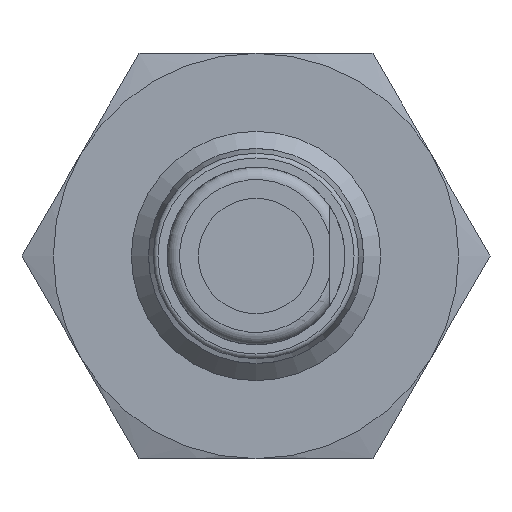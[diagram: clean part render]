
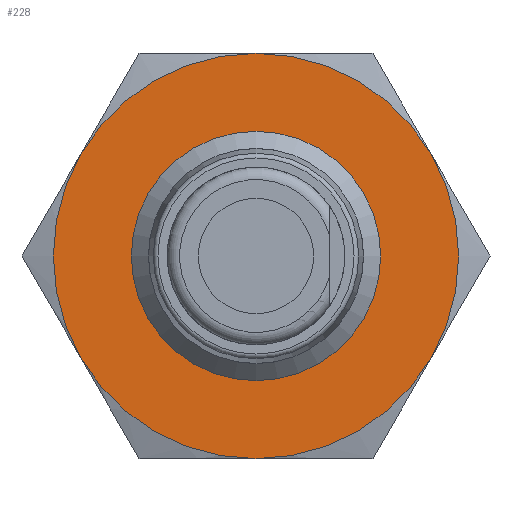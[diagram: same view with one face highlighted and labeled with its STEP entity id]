
A CAD part, left-side view. The second image highlights one B-rep face of the part: STEP entity #228.
In plain terms, the highlighted planar face has unit normal (-1, 0, 0).
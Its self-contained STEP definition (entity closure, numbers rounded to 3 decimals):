
#228 = ADVANCED_FACE( '', ( #371, #372 ), #373, .F. );
#371 = FACE_OUTER_BOUND( '', #526, .T. );
#372 = FACE_BOUND( '', #527, .T. );
#373 = PLANE( '', #528 );
#526 = EDGE_LOOP( '', ( #815, #816, #817, #818, #819, #820 ) );
#527 = EDGE_LOOP( '', ( #821 ) );
#528 = AXIS2_PLACEMENT_3D( '', #822, #823, #824 );
#815 = ORIENTED_EDGE( '', *, *, #971, .F. );
#816 = ORIENTED_EDGE( '', *, *, #972, .F. );
#817 = ORIENTED_EDGE( '', *, *, #973, .F. );
#818 = ORIENTED_EDGE( '', *, *, #969, .F. );
#819 = ORIENTED_EDGE( '', *, *, #967, .F. );
#820 = ORIENTED_EDGE( '', *, *, #968, .F. );
#821 = ORIENTED_EDGE( '', *, *, #959, .T. );
#822 = CARTESIAN_POINT( '', ( 0., 0., 0. ) );
#823 = DIRECTION( '', ( 1., 0., 0. ) );
#824 = DIRECTION( '', ( 0., 0., -1. ) );
#959 = EDGE_CURVE( '', #1099, #1099, #1100, .T. );
#967 = EDGE_CURVE( '', #1072, #1090, #1111, .T. );
#968 = EDGE_CURVE( '', #1081, #1072, #1112, .T. );
#969 = EDGE_CURVE( '', #1090, #1113, #1114, .T. );
#971 = EDGE_CURVE( '', #1116, #1081, #1117, .T. );
#972 = EDGE_CURVE( '', #1118, #1116, #1119, .T. );
#973 = EDGE_CURVE( '', #1113, #1118, #1120, .T. );
#1072 = VERTEX_POINT( '', #1567 );
#1081 = VERTEX_POINT( '', #1591 );
#1090 = VERTEX_POINT( '', #1613 );
#1099 = VERTEX_POINT( '', #1628 );
#1100 = CIRCLE( '', #1629, 4. );
#1111 = CIRCLE( '', #1643, 6.5 );
#1112 = CIRCLE( '', #1644, 6.5 );
#1113 = VERTEX_POINT( '', #1645 );
#1114 = CIRCLE( '', #1646, 6.5 );
#1116 = VERTEX_POINT( '', #1651 );
#1117 = CIRCLE( '', #1652, 6.5 );
#1118 = VERTEX_POINT( '', #1653 );
#1119 = CIRCLE( '', #1654, 6.5 );
#1120 = CIRCLE( '', #1655, 6.5 );
#1567 = CARTESIAN_POINT( '', ( 0., 0., 6.5 ) );
#1591 = CARTESIAN_POINT( '', ( 0., 5.629, 3.25 ) );
#1613 = CARTESIAN_POINT( '', ( 0., -5.629, 3.25 ) );
#1628 = CARTESIAN_POINT( '', ( 0., 0., -4. ) );
#1629 = AXIS2_PLACEMENT_3D( '', #1803, #1804, #1805 );
#1643 = AXIS2_PLACEMENT_3D( '', #1824, #1825, #1826 );
#1644 = AXIS2_PLACEMENT_3D( '', #1827, #1828, #1829 );
#1645 = CARTESIAN_POINT( '', ( 0., -5.629, -3.25 ) );
#1646 = AXIS2_PLACEMENT_3D( '', #1830, #1831, #1832 );
#1651 = CARTESIAN_POINT( '', ( 0., 5.629, -3.25 ) );
#1652 = AXIS2_PLACEMENT_3D( '', #1833, #1834, #1835 );
#1653 = CARTESIAN_POINT( '', ( 0., 0., -6.5 ) );
#1654 = AXIS2_PLACEMENT_3D( '', #1836, #1837, #1838 );
#1655 = AXIS2_PLACEMENT_3D( '', #1839, #1840, #1841 );
#1803 = CARTESIAN_POINT( '', ( 0., 0., 0. ) );
#1804 = DIRECTION( '', ( 1., 0., 0. ) );
#1805 = DIRECTION( '', ( 0., 0., -1. ) );
#1824 = CARTESIAN_POINT( '', ( 0., 0., 0. ) );
#1825 = DIRECTION( '', ( 1., 0., 0. ) );
#1826 = DIRECTION( '', ( 0., 0., -1. ) );
#1827 = CARTESIAN_POINT( '', ( 0., 0., 0. ) );
#1828 = DIRECTION( '', ( 1., 0., 0. ) );
#1829 = DIRECTION( '', ( 0., 0., -1. ) );
#1830 = CARTESIAN_POINT( '', ( 0., 0., 0. ) );
#1831 = DIRECTION( '', ( 1., 0., 0. ) );
#1832 = DIRECTION( '', ( 0., 0., -1. ) );
#1833 = CARTESIAN_POINT( '', ( 0., 0., 0. ) );
#1834 = DIRECTION( '', ( 1., 0., 0. ) );
#1835 = DIRECTION( '', ( 0., 0., -1. ) );
#1836 = CARTESIAN_POINT( '', ( 0., 0., 0. ) );
#1837 = DIRECTION( '', ( 1., 0., 0. ) );
#1838 = DIRECTION( '', ( 0., 0., -1. ) );
#1839 = CARTESIAN_POINT( '', ( 0., 0., 0. ) );
#1840 = DIRECTION( '', ( 1., 0., 0. ) );
#1841 = DIRECTION( '', ( 0., 0., -1. ) );
